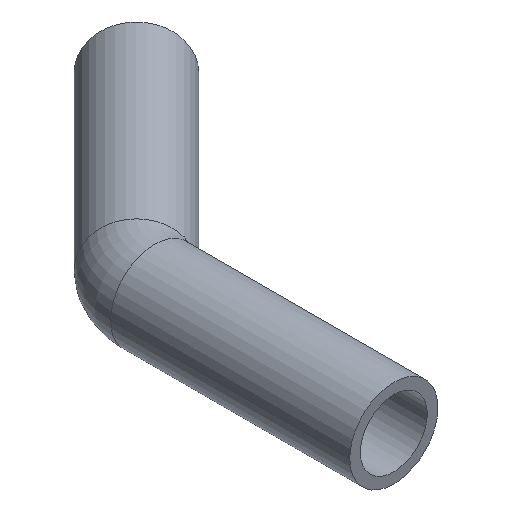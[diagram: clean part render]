
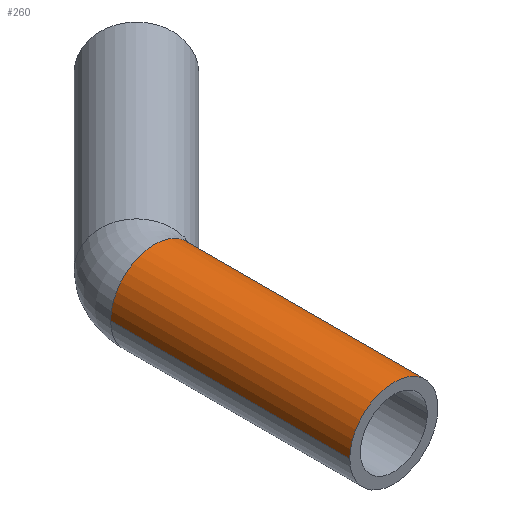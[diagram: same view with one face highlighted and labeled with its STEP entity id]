
A CAD part, isometric view. The second image highlights one B-rep face of the part: STEP entity #260.
In plain terms, the highlighted cylindrical face has radius 12.5 mm (diameter 25 mm), a partial arc.
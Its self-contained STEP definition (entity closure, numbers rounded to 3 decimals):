
#5 = ORIENTED_EDGE ( 'NONE', *, *, #317, .F. ) ;
#40 = ORIENTED_EDGE ( 'NONE', *, *, #172, .F. ) ;
#55 = VERTEX_POINT ( 'NONE', #343 ) ;
#59 = CARTESIAN_POINT ( 'NONE',  ( 0., 0., 0. ) ) ;
#82 = VERTEX_POINT ( 'NONE', #347 ) ;
#99 = LINE ( 'NONE', #233, #234 ) ;
#128 = EDGE_LOOP ( 'NONE', ( #256, #403, #5, #40 ) ) ;
#134 = LINE ( 'NONE', #262, #177 ) ;
#136 = AXIS2_PLACEMENT_3D ( 'NONE', #59, #202, #325 ) ;
#142 = CARTESIAN_POINT ( 'NONE',  ( 0., 67.822, 0. ) ) ;
#144 = CARTESIAN_POINT ( 'NONE',  ( 0., 0., 0. ) ) ;
#155 = VERTEX_POINT ( 'NONE', #197 ) ;
#165 = EDGE_CURVE ( 'NONE', #82, #155, #134, .T. ) ;
#170 = AXIS2_PLACEMENT_3D ( 'NONE', #142, #271, #389 ) ;
#172 = EDGE_CURVE ( 'NONE', #55, #337, #99, .T. ) ;
#177 = VECTOR ( 'NONE', #380, 1000. ) ;
#197 = CARTESIAN_POINT ( 'NONE',  ( 12.5, 67.822, 0. ) ) ;
#202 = DIRECTION ( 'NONE',  ( 0., 1., 0. ) ) ;
#208 = CARTESIAN_POINT ( 'NONE',  ( -12.5, 67.822, 0. ) ) ;
#233 = CARTESIAN_POINT ( 'NONE',  ( -12.5, 0., 0. ) ) ;
#234 = VECTOR ( 'NONE', #351, 1000. ) ;
#237 = FACE_OUTER_BOUND ( 'NONE', #128, .T. ) ;
#256 = ORIENTED_EDGE ( 'NONE', *, *, #350, .T. ) ;
#260 = ADVANCED_FACE ( 'NONE', ( #237 ), #354, .T. ) ;
#262 = CARTESIAN_POINT ( 'NONE',  ( 12.5, 0., 0. ) ) ;
#271 = DIRECTION ( 'NONE',  ( 0., 1., 0. ) ) ;
#273 = DIRECTION ( 'NONE',  ( 0., 1., 0. ) ) ;
#277 = CIRCLE ( 'NONE', #326, 12.5 ) ;
#317 = EDGE_CURVE ( 'NONE', #337, #155, #346, .T. ) ;
#325 = DIRECTION ( 'NONE',  ( -1., 0., 0. ) ) ;
#326 = AXIS2_PLACEMENT_3D ( 'NONE', #144, #273, #390 ) ;
#337 = VERTEX_POINT ( 'NONE', #208 ) ;
#343 = CARTESIAN_POINT ( 'NONE',  ( -12.5, 0., 0. ) ) ;
#346 = CIRCLE ( 'NONE', #170, 12.5 ) ;
#347 = CARTESIAN_POINT ( 'NONE',  ( 12.5, 0., 0. ) ) ;
#350 = EDGE_CURVE ( 'NONE', #55, #82, #277, .T. ) ;
#351 = DIRECTION ( 'NONE',  ( 0., 1., 0. ) ) ;
#354 = CYLINDRICAL_SURFACE ( 'NONE', #136, 12.5 ) ;
#380 = DIRECTION ( 'NONE',  ( 0., 1., 0. ) ) ;
#389 = DIRECTION ( 'NONE',  ( 0., 0., 1. ) ) ;
#390 = DIRECTION ( 'NONE',  ( 0., 0., 1. ) ) ;
#403 = ORIENTED_EDGE ( 'NONE', *, *, #165, .T. ) ;
